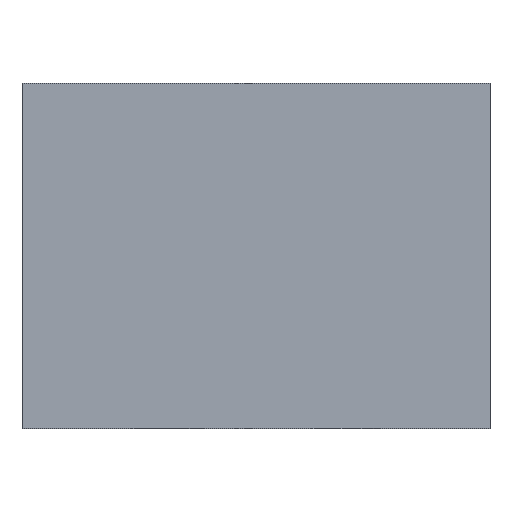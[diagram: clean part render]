
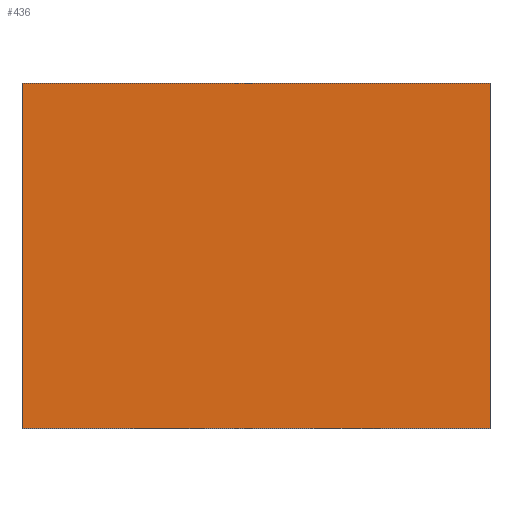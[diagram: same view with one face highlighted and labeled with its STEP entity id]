
A CAD part, top view. The second image highlights one B-rep face of the part: STEP entity #436.
In plain terms, the highlighted planar face has unit normal (0, 0, 1).
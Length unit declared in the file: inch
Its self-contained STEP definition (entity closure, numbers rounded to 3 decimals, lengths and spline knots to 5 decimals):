
#17 = VECTOR ( 'NONE', #127, 39.37008 ) ;
#25 = LINE ( 'NONE', #125, #43 ) ;
#27 = VECTOR ( 'NONE', #104, 39.37008 ) ;
#32 = LINE ( 'NONE', #112, #27 ) ;
#39 = VERTEX_POINT ( 'NONE', #152 ) ;
#43 = VECTOR ( 'NONE', #111, 39.37008 ) ;
#49 = LINE ( 'NONE', #100, #17 ) ;
#100 = CARTESIAN_POINT ( 'NONE',  ( 0., 0.848, 0.4 ) ) ;
#104 = DIRECTION ( 'NONE',  ( 0., 1., 0. ) ) ;
#111 = DIRECTION ( 'NONE',  ( 1., 0., 0. ) ) ;
#112 = CARTESIAN_POINT ( 'NONE',  ( 1.15, 0., 0.4 ) ) ;
#116 = DIRECTION ( 'NONE',  ( 0., -1., 0. ) ) ;
#125 = CARTESIAN_POINT ( 'NONE',  ( 0., 0., 0.4 ) ) ;
#127 = DIRECTION ( 'NONE',  ( -1., 0., 0. ) ) ;
#148 = CARTESIAN_POINT ( 'NONE',  ( 0., 0., 0.4 ) ) ;
#152 = CARTESIAN_POINT ( 'NONE',  ( 0., 0., 0.4 ) ) ;
#170 = VECTOR ( 'NONE', #116, 39.37008 ) ;
#176 = LINE ( 'NONE', #148, #170 ) ;
#184 = FACE_OUTER_BOUND ( 'NONE', #220, .T. ) ;
#200 = ORIENTED_EDGE ( 'NONE', *, *, #269, .T. ) ;
#205 = ORIENTED_EDGE ( 'NONE', *, *, #283, .T. ) ;
#212 = ORIENTED_EDGE ( 'NONE', *, *, #264, .T. ) ;
#220 = EDGE_LOOP ( 'NONE', ( #221, #200, #205, #212 ) ) ;
#221 = ORIENTED_EDGE ( 'NONE', *, *, #312, .T. ) ;
#264 = EDGE_CURVE ( 'NONE', #455, #479, #49, .T. ) ;
#265 = AXIS2_PLACEMENT_3D ( 'NONE', #345, #421, #383 ) ;
#269 = EDGE_CURVE ( 'NONE', #39, #486, #25, .T. ) ;
#283 = EDGE_CURVE ( 'NONE', #486, #455, #32, .T. ) ;
#312 = EDGE_CURVE ( 'NONE', #479, #39, #176, .T. ) ;
#345 = CARTESIAN_POINT ( 'NONE',  ( 0., 0., 0.4 ) ) ;
#349 = CARTESIAN_POINT ( 'NONE',  ( 1.15, 0., 0.4 ) ) ;
#377 = PLANE ( 'NONE',  #265 ) ;
#383 = DIRECTION ( 'NONE',  ( -1., 0., 0. ) ) ;
#413 = CARTESIAN_POINT ( 'NONE',  ( 0., 0.848, 0.4 ) ) ;
#421 = DIRECTION ( 'NONE',  ( 0., 0., -1. ) ) ;
#425 = CARTESIAN_POINT ( 'NONE',  ( 1.15, 0.848, 0.4 ) ) ;
#436 = ADVANCED_FACE ( 'NONE', ( #184 ), #377, .F. ) ;
#455 = VERTEX_POINT ( 'NONE', #425 ) ;
#479 = VERTEX_POINT ( 'NONE', #413 ) ;
#486 = VERTEX_POINT ( 'NONE', #349 ) ;
